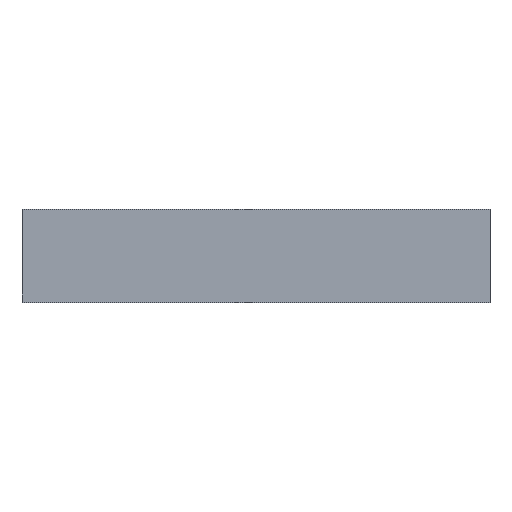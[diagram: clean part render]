
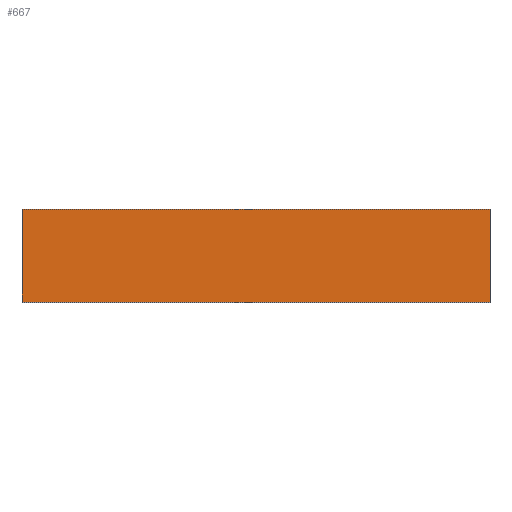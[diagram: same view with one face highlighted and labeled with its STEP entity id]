
A CAD part, top view. The second image highlights one B-rep face of the part: STEP entity #667.
In plain terms, the highlighted planar face has unit normal (0, 0, 1).
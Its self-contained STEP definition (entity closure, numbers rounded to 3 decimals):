
#51 = VERTEX_POINT ( 'NONE', #1381 ) ;
#61 = LINE ( 'NONE', #1895, #1223 ) ;
#122 = CARTESIAN_POINT ( 'NONE',  ( -4000., 800., 75. ) ) ;
#221 = ORIENTED_EDGE ( 'NONE', *, *, #1510, .F. ) ;
#245 = ORIENTED_EDGE ( 'NONE', *, *, #316, .T. ) ;
#249 = DIRECTION ( 'NONE',  ( 1., 0., 0. ) ) ;
#268 = CARTESIAN_POINT ( 'NONE',  ( -4000., 800., 75. ) ) ;
#274 = EDGE_CURVE ( 'NONE', #987, #401, #867, .T. ) ;
#276 = DIRECTION ( 'NONE',  ( 0., -1., 0. ) ) ;
#303 = EDGE_LOOP ( 'NONE', ( #1400, #221, #245, #334 ) ) ;
#316 = EDGE_CURVE ( 'NONE', #866, #51, #878, .T. ) ;
#334 = ORIENTED_EDGE ( 'NONE', *, *, #740, .T. ) ;
#400 = LINE ( 'NONE', #1597, #1135 ) ;
#401 = VERTEX_POINT ( 'NONE', #445 ) ;
#415 = PLANE ( 'NONE',  #914 ) ;
#427 = FACE_OUTER_BOUND ( 'NONE', #303, .T. ) ;
#445 = CARTESIAN_POINT ( 'NONE',  ( 0., 6., 75. ) ) ;
#570 = CARTESIAN_POINT ( 'NONE',  ( 0., 800., 75. ) ) ;
#576 = DIRECTION ( 'NONE',  ( 0., -1., 0. ) ) ;
#667 = ADVANCED_FACE ( 'NONE', ( #427 ), #415, .T. ) ;
#702 = DIRECTION ( 'NONE',  ( 0., 0., 1. ) ) ;
#737 = DIRECTION ( 'NONE',  ( 0., -1., 0. ) ) ;
#740 = EDGE_CURVE ( 'NONE', #51, #401, #61, .T. ) ;
#866 = VERTEX_POINT ( 'NONE', #1246 ) ;
#867 = LINE ( 'NONE', #1468, #1894 ) ;
#878 = LINE ( 'NONE', #122, #1386 ) ;
#914 = AXIS2_PLACEMENT_3D ( 'NONE', #268, #702, #276 ) ;
#987 = VERTEX_POINT ( 'NONE', #570 ) ;
#1124 = DIRECTION ( 'NONE',  ( 1., 0., 0. ) ) ;
#1135 = VECTOR ( 'NONE', #249, 1000. ) ;
#1223 = VECTOR ( 'NONE', #1124, 1000. ) ;
#1246 = CARTESIAN_POINT ( 'NONE',  ( -4000., 800., 75. ) ) ;
#1381 = CARTESIAN_POINT ( 'NONE',  ( -4000., 6., 75. ) ) ;
#1386 = VECTOR ( 'NONE', #737, 1000. ) ;
#1400 = ORIENTED_EDGE ( 'NONE', *, *, #274, .F. ) ;
#1468 = CARTESIAN_POINT ( 'NONE',  ( 0., 800., 75. ) ) ;
#1510 = EDGE_CURVE ( 'NONE', #866, #987, #400, .T. ) ;
#1597 = CARTESIAN_POINT ( 'NONE',  ( -4000., 800., 75. ) ) ;
#1894 = VECTOR ( 'NONE', #576, 1000. ) ;
#1895 = CARTESIAN_POINT ( 'NONE',  ( -4000., 6., 75. ) ) ;
